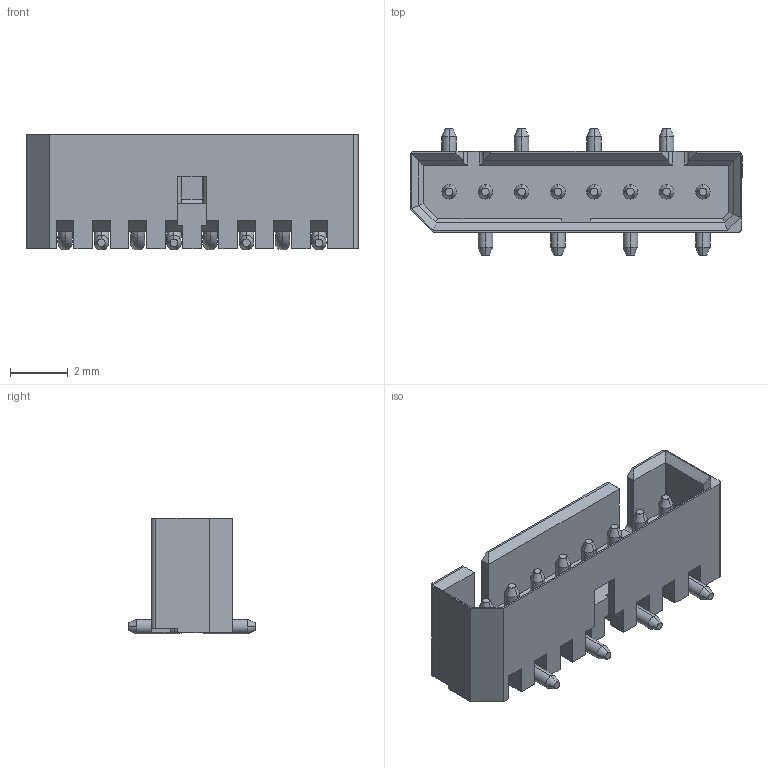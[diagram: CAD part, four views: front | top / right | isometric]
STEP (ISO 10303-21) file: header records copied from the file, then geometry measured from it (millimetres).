
FILE_DESCRIPTION( ('This file contains a STEP AP42 implementation' ,'as created by ZW3D STEP Interface translator.') ,'2;1' );
FILE_NAME( '3652-P008-039SMR01.stp' ,'241016.142111', (''), ('ZWCAD Software Co.'), 'Version 1.0', 'ZW3D to STEP translator', '' );
FILE_SCHEMA(('AUTOMOTIVE_DESIGN { 1 0 10303 214 1 1 1 1 }'));
Length unit declared in the file: millimetre
Products named in the file (4): 0; 3652-P008-039SMR01; 3652-P010-H; 3652-P010-T
Assembly tree (2 placements, depth 2):
  0
  3652-P008-039SMR01
    3652-P010-H
    3652-P010-T
Bounding box: 11.45 x 4.4 x 4 mm (x, y, z)
Volume: 62.1 mm3; surface area: 319.4 mm2
Topology: 9 solids, 9 shells, 317 faces, 769 edges, 468 vertices
Faces by surface type: plane 182, cone 64, cylinder 55, bspline 16
Entity records: 9885 total; most frequent: CARTESIAN_POINT 2129, ORIENTED_EDGE 1538, DIRECTION 1511, EDGE_CURVE 769, VECTOR 555, LINE 555, AXIS2_PLACEMENT_3D 478, VERTEX_POINT 468
